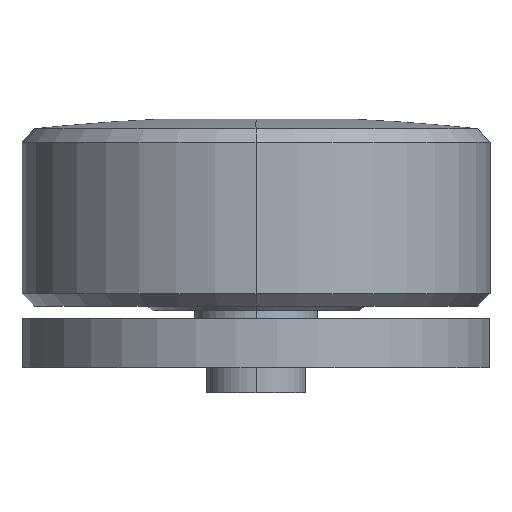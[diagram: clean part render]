
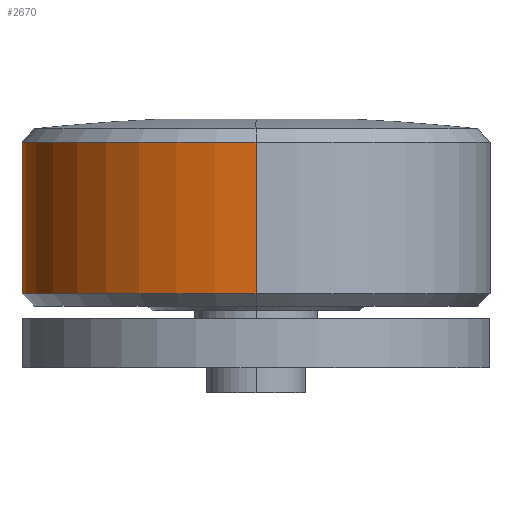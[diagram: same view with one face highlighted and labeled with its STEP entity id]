
A CAD part, front view. The second image highlights one B-rep face of the part: STEP entity #2670.
In plain terms, the highlighted cylindrical face has radius 9.5 mm (diameter 19 mm), a partial arc.
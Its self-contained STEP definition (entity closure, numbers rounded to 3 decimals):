
#2670=ADVANCED_FACE('',(#4682),#4683,.T.);
#2718=VERTEX_POINT('',#4737);
#2722=VERTEX_POINT('',#4741);
#2730=VERTEX_POINT('',#4749);
#2732=EDGE_CURVE('',#2730,#2718,#4751,.T.);
#2734=VERTEX_POINT('',#4753);
#2738=EDGE_CURVE('',#2722,#2734,#4757,.T.);
#2792=EDGE_CURVE('',#2734,#2730,#4811,.T.);
#2794=EDGE_CURVE('',#2722,#2718,#4813,.T.);
#4682=FACE_OUTER_BOUND('',#7363,.T.);
#4683=CYLINDRICAL_SURFACE('',#7364,9.5);
#4737=CARTESIAN_POINT('',(9.473,29.665,10.166));
#4741=CARTESIAN_POINT('',(9.473,48.665,10.166));
#4749=CARTESIAN_POINT('',(9.473,29.665,4.023));
#4751=LINE('',#7453,#7454);
#4753=CARTESIAN_POINT('',(9.473,48.665,4.023));
#4757=LINE('',#7462,#7463);
#4811=CIRCLE('',#7540,9.5);
#4813=CIRCLE('',#7543,9.5);
#7363=EDGE_LOOP('',(#9700,#9701,#9702,#9703));
#7364=AXIS2_PLACEMENT_3D('',#9704,#9705,#9706);
#7453=CARTESIAN_POINT('',(9.473,29.665,7.095));
#7454=VECTOR('',#9777,1.0);
#7462=CARTESIAN_POINT('',(9.473,48.665,7.095));
#7463=VECTOR('',#9781,1.0);
#7540=AXIS2_PLACEMENT_3D('',#9818,#9819,#9820);
#7543=AXIS2_PLACEMENT_3D('',#9821,#9822,#9823);
#9700=ORIENTED_EDGE('',*,*,#2732,.T.);
#9701=ORIENTED_EDGE('',*,*,#2794,.F.);
#9702=ORIENTED_EDGE('',*,*,#2738,.T.);
#9703=ORIENTED_EDGE('',*,*,#2792,.T.);
#9704=CARTESIAN_POINT('',(9.473,39.165,7.095));
#9705=DIRECTION('',(0.0,0.0,1.0));
#9706=DIRECTION('',(0.0,-1.0,0.0));
#9777=DIRECTION('',(0.0,0.0,1.0));
#9781=DIRECTION('',(0.0,0.0,-1.0));
#9818=CARTESIAN_POINT('',(9.473,39.165,4.023));
#9819=DIRECTION('',(0.0,0.0,1.0));
#9820=DIRECTION('',(0.0,-1.0,0.0));
#9821=CARTESIAN_POINT('',(9.473,39.165,10.166));
#9822=DIRECTION('',(0.0,0.0,1.0));
#9823=DIRECTION('',(0.0,-1.0,0.0));
